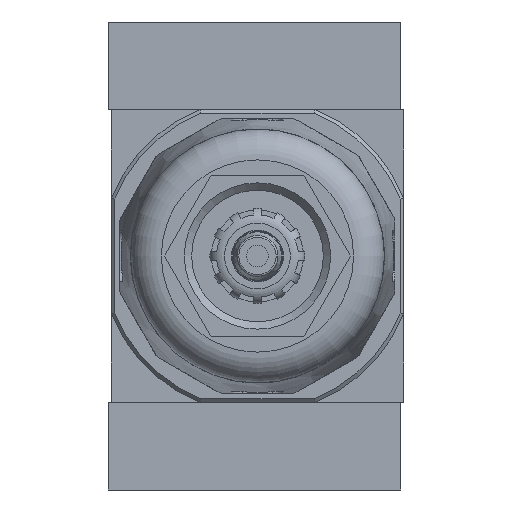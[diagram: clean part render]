
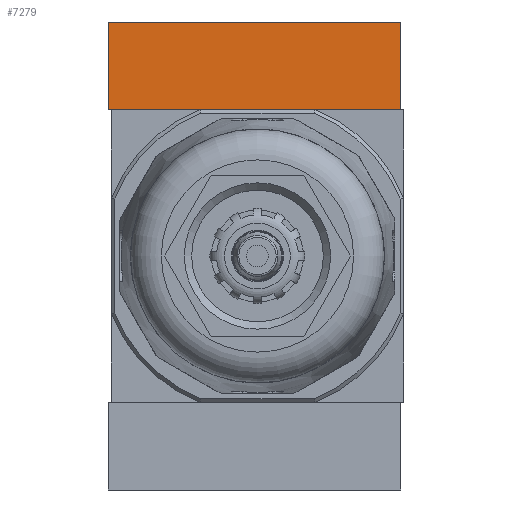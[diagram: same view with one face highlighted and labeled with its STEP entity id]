
A CAD part, front view. The second image highlights one B-rep face of the part: STEP entity #7279.
In plain terms, the highlighted planar face has unit normal (0, -1, 0).
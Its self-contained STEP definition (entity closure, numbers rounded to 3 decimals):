
#394=LINE('',#11361,#804);
#401=LINE('',#11401,#811);
#404=LINE('',#11407,#814);
#405=LINE('',#11409,#815);
#804=VECTOR('',#9012,1000.);
#811=VECTOR('',#9047,1000.);
#814=VECTOR('',#9052,1000.);
#815=VECTOR('',#9053,1000.);
#1107=PLANE('',#7828);
#2237=ORIENTED_EDGE('',*,*,#3491,.T.);
#2238=ORIENTED_EDGE('',*,*,#3514,.F.);
#2239=ORIENTED_EDGE('',*,*,#3515,.F.);
#2240=ORIENTED_EDGE('',*,*,#3511,.T.);
#3491=EDGE_CURVE('',#4210,#4212,#394,.T.);
#3511=EDGE_CURVE('',#4232,#4210,#401,.T.);
#3514=EDGE_CURVE('',#4234,#4212,#404,.T.);
#3515=EDGE_CURVE('',#4232,#4234,#405,.T.);
#4210=VERTEX_POINT('',#11356);
#4212=VERTEX_POINT('',#11360);
#4232=VERTEX_POINT('',#11402);
#4234=VERTEX_POINT('',#11408);
#5053=EDGE_LOOP('',(#2237,#2238,#2239,#2240));
#5563=FACE_BOUND('',#5053,.T.);
#7279=ADVANCED_FACE('',(#5563),#1107,.F.);
#7828=AXIS2_PLACEMENT_3D('',#11406,#9050,#9051);
#9012=DIRECTION('',(1.,0.,0.));
#9047=DIRECTION('',(0.,0.,-1.));
#9050=DIRECTION('',(0.,1.,0.));
#9051=DIRECTION('',(0.,0.,1.));
#9052=DIRECTION('',(0.,0.,-1.));
#9053=DIRECTION('',(1.,0.,0.));
#11356=CARTESIAN_POINT('',(-20.,-10.,-6.));
#11360=CARTESIAN_POINT('',(20.,-10.,-6.));
#11361=CARTESIAN_POINT('',(-20.,-10.,-6.));
#11401=CARTESIAN_POINT('',(-20.,-10.,6.));
#11402=CARTESIAN_POINT('',(-20.,-10.,6.));
#11406=CARTESIAN_POINT('',(-20.,-10.,6.));
#11407=CARTESIAN_POINT('',(20.,-10.,6.));
#11408=CARTESIAN_POINT('',(20.,-10.,6.));
#11409=CARTESIAN_POINT('',(-20.,-10.,6.));
